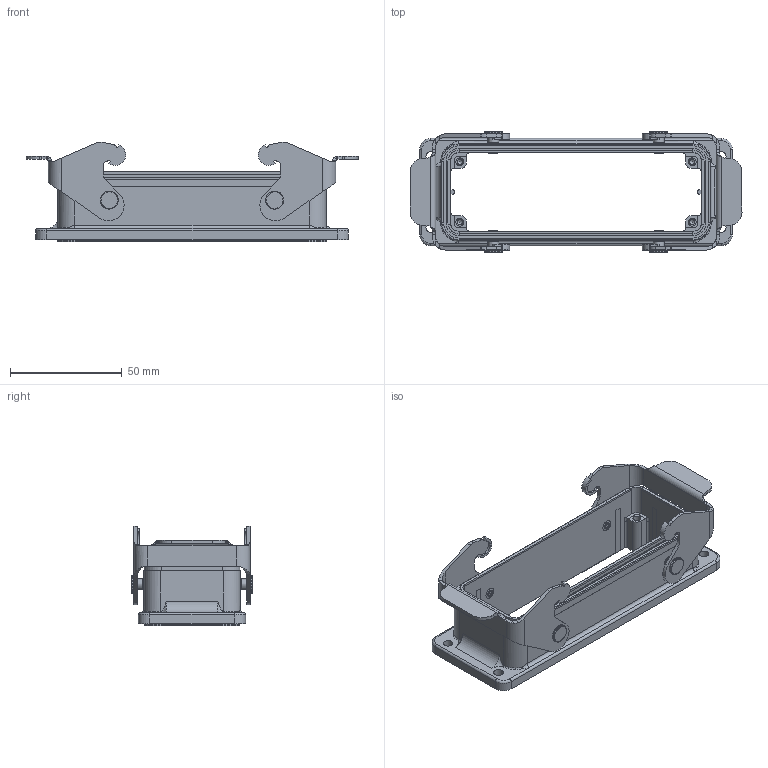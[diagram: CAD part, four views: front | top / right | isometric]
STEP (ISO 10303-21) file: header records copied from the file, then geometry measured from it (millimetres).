
FILE_DESCRIPTION(/* description */ (''),/* implementation_level */ '2;1');
FILE_NAME(/* name */ 'c146 67f024 000 8nxc001-06.stp',/* time_stamp */ '2021-11-10T14:48:56+01:00',/* author */ (''),/* organization */ (''),/* preprocessor_version */ 'ST-DEVELOPER v16.7',/* originating_system */ 'SIEMENS PLM Software NX 12.0',/* authorisation */ '');
FILE_SCHEMA (('AUTOMOTIVE_DESIGN { 1 0 10303 214 3 1 1 1 }'));
Length unit declared in the file: millimetre
Products named in the file (7): n 23 020 00x1nxm001-01; n 06 113 0001_assembly conxm001-01; N 03 049 0001-03; C146 G33 552 E8-01; N 25 049 1000-03; c146 67f024 000 8nxm001-06; c146 67f024 000 8nxc001-06
Assembly tree (12 placements, depth 4):
  c146 67f024 000 8nxc001-06
    c146 67f024 000 8nxm001-06
      C146 G33 552 E8-01
      N 25 049 1000-03  x2
        n 23 020 00x1nxm001-01
      N 03 049 0001-03  x4
      n 06 113 0001_assembly conxm001-01  x2
Bounding box: 148.6 x 54.4 x 44.69 mm (x, y, z)
Volume: 97604.7 mm3; surface area: 70418.3 mm2
Topology: 8 solids, 8 shells, 717 faces, 1846 edges, 1172 vertices
Faces by surface type: plane 315, cylinder 258, bspline 80, torus 32, cone 28, sphere 4
Full cylindrical faces by diameter (mm): 2.5 x8, 2.95 x4, 3 x4, 3.5 x8, 4.3 x8, 4.8 x8, 8 x8
Entity records: 24744 total; most frequent: CARTESIAN_POINT 6640, ORIENTED_EDGE 3172, DIRECTION 2962, EDGE_CURVE 1586, AXIS2_PLACEMENT_3D 1070, VERTEX_POINT 1061, LINE 822, VECTOR 822
